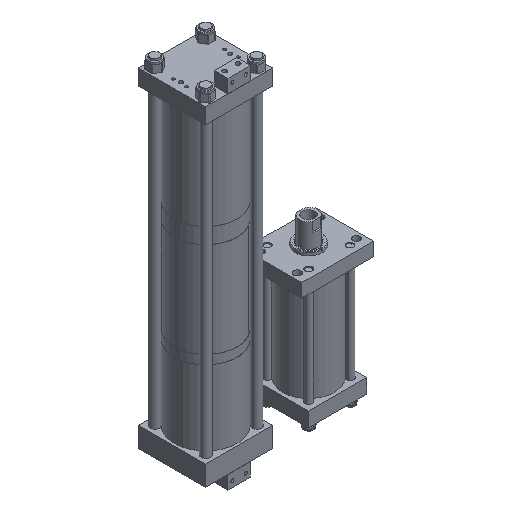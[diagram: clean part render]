
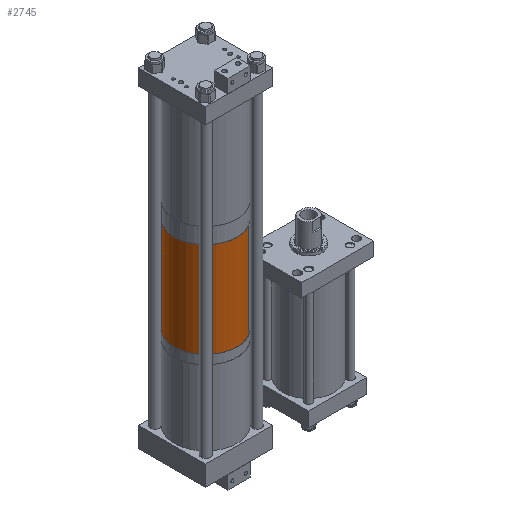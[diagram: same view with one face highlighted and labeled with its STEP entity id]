
A CAD part, isometric view. The second image highlights one B-rep face of the part: STEP entity #2745.
In plain terms, the highlighted cylindrical face has radius 88.9 mm (diameter 177.8 mm), a partial arc.
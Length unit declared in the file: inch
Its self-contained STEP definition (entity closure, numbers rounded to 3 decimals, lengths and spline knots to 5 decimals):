
#158 = LINE ( 'NONE', #9305, #3024 ) ;
#773 = ORIENTED_EDGE ( 'NONE', *, *, #3800, .T. ) ;
#1084 = CARTESIAN_POINT ( 'NONE',  ( 3.5, 0., 0. ) ) ;
#1188 = EDGE_CURVE ( 'NONE', #7489, #6374, #158, .T. ) ;
#1386 = CARTESIAN_POINT ( 'NONE',  ( 0., 0., 0. ) ) ;
#2499 = ORIENTED_EDGE ( 'NONE', *, *, #14330, .F. ) ;
#2745 = ADVANCED_FACE ( 'NONE', ( #16655 ), #12692, .T. ) ;
#3024 = VECTOR ( 'NONE', #12010, 39.37008 ) ;
#3444 = ORIENTED_EDGE ( 'NONE', *, *, #14441, .F. ) ;
#3800 = EDGE_CURVE ( 'NONE', #6374, #6021, #9803, .T. ) ;
#4390 = CARTESIAN_POINT ( 'NONE',  ( 3.5, 0., 10.609 ) ) ;
#5693 = EDGE_LOOP ( 'NONE', ( #3444, #2499, #13696, #773 ) ) ;
#5795 = CARTESIAN_POINT ( 'NONE',  ( 3.5, 0., 10.609 ) ) ;
#6021 = VERTEX_POINT ( 'NONE', #1084 ) ;
#6374 = VERTEX_POINT ( 'NONE', #8904 ) ;
#6412 = CARTESIAN_POINT ( 'NONE',  ( 0., 0., 10.609 ) ) ;
#6435 = AXIS2_PLACEMENT_3D ( 'NONE', #1386, #12844, #14264 ) ;
#7305 = CIRCLE ( 'NONE', #13564, 3.5 ) ;
#7442 = DIRECTION ( 'NONE',  ( 0., 0., -1. ) ) ;
#7489 = VERTEX_POINT ( 'NONE', #15300 ) ;
#8197 = VECTOR ( 'NONE', #7442, 39.37008 ) ;
#8904 = CARTESIAN_POINT ( 'NONE',  ( -3.5, 0., 0. ) ) ;
#9305 = CARTESIAN_POINT ( 'NONE',  ( -3.5, 0., 10.609 ) ) ;
#9803 = CIRCLE ( 'NONE', #6435, 3.5 ) ;
#9961 = DIRECTION ( 'NONE',  ( 1., 0., 0. ) ) ;
#11818 = VERTEX_POINT ( 'NONE', #4390 ) ;
#12010 = DIRECTION ( 'NONE',  ( 0., 0., -1. ) ) ;
#12197 = DIRECTION ( 'NONE',  ( 0., 0., -1. ) ) ;
#12692 = CYLINDRICAL_SURFACE ( 'NONE', #15138, 3.5 ) ;
#12819 = LINE ( 'NONE', #5795, #8197 ) ;
#12844 = DIRECTION ( 'NONE',  ( 0., 0., 1. ) ) ;
#13564 = AXIS2_PLACEMENT_3D ( 'NONE', #15494, #15555, #9961 ) ;
#13607 = DIRECTION ( 'NONE',  ( -1., 0., 0. ) ) ;
#13696 = ORIENTED_EDGE ( 'NONE', *, *, #1188, .T. ) ;
#14264 = DIRECTION ( 'NONE',  ( 1., 0., 0. ) ) ;
#14330 = EDGE_CURVE ( 'NONE', #7489, #11818, #7305, .T. ) ;
#14441 = EDGE_CURVE ( 'NONE', #11818, #6021, #12819, .T. ) ;
#15138 = AXIS2_PLACEMENT_3D ( 'NONE', #6412, #12197, #13607 ) ;
#15300 = CARTESIAN_POINT ( 'NONE',  ( -3.5, 0., 10.609 ) ) ;
#15494 = CARTESIAN_POINT ( 'NONE',  ( 0., 0., 10.609 ) ) ;
#15555 = DIRECTION ( 'NONE',  ( 0., 0., 1. ) ) ;
#16655 = FACE_OUTER_BOUND ( 'NONE', #5693, .T. ) ;
